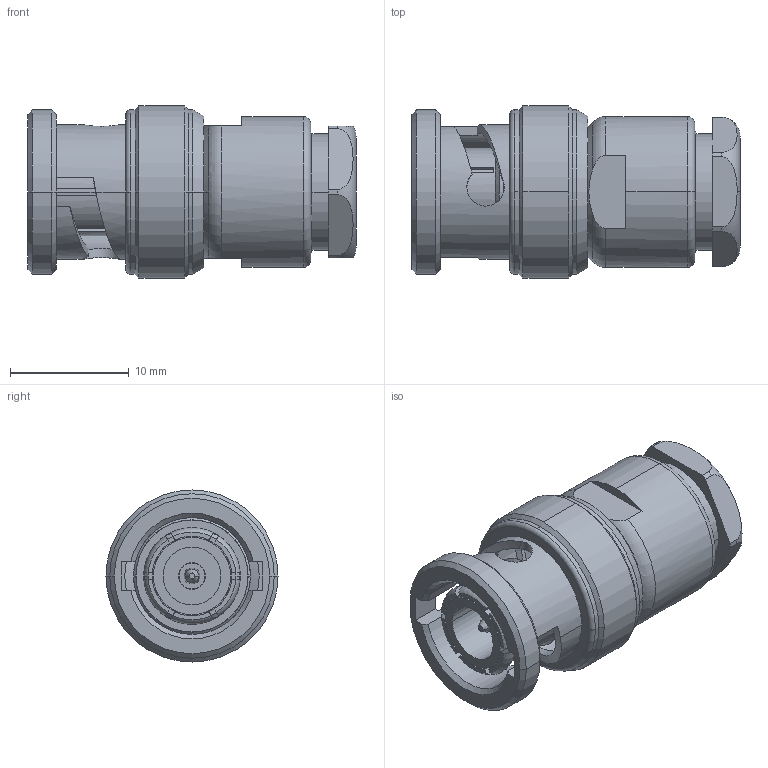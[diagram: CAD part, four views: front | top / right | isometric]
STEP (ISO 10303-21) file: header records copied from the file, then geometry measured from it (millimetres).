
FILE_DESCRIPTION((''),'2;1');
FILE_NAME('31-212-1005','2014-04-14T',('Mohan'),(''),'PRO/ENGINEER BY PARAMETRIC TECHNOLOGY CORPORATION, 2010100','PRO/ENGINEER BY PARAMETRIC TECHNOLOGY CORPORATION, 2010100','');
FILE_SCHEMA(('CONFIG_CONTROL_DESIGN'));
Length unit declared in the file: millimetre
Products named in the file (1): 31-212-1005
Bounding box: 27.61 x 14.48 x 14.48 mm (x, y, z)
Surface area: 2712.8 mm2 (no closed solid volume)
Topology: 0 solids, 15 shells, 152 faces, 442 edges, 296 vertices
Faces by surface type: cylinder 50, plane 45, cone 30, torus 20, bspline 7
Entity records: 7005 total; most frequent: CARTESIAN_POINT 2986, DIRECTION 865, ORIENTED_EDGE 774, EDGE_CURVE 442, AXIS2_PLACEMENT_3D 351, VERTEX_POINT 296, CIRCLE 206, EDGE_LOOP 164
